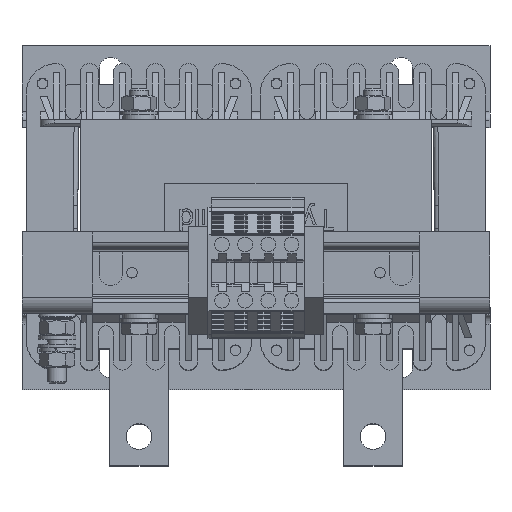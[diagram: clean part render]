
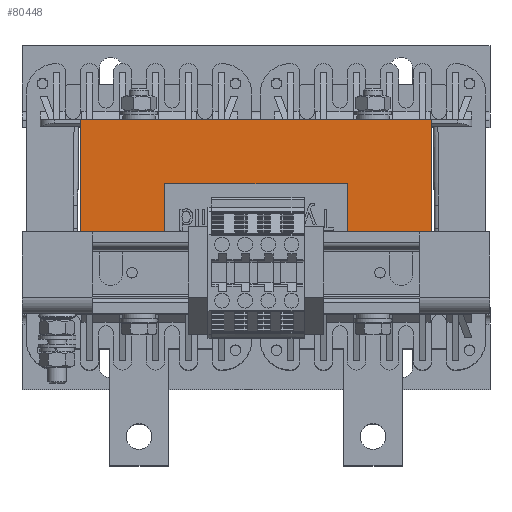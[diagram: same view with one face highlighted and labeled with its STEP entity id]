
A CAD part, top view. The second image highlights one B-rep face of the part: STEP entity #80448.
In plain terms, the highlighted planar face has unit normal (0, 0, 1).
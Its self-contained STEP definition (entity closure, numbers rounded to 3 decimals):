
#501=FACE_BOUND('',#9971,.T.);
#2209=PLANE('',#84672);
#5749=FACE_OUTER_BOUND('',#9970,.T.);
#9970=EDGE_LOOP('',(#53957,#53958,#53959,#53960));
#9971=EDGE_LOOP('',(#53961,#53962,#53963,#53964));
#16036=LINE('',#111088,#24550);
#16039=LINE('',#111094,#24553);
#16042=LINE('',#111100,#24556);
#16045=LINE('',#111104,#24559);
#16313=LINE('',#113117,#24827);
#16314=LINE('',#113119,#24828);
#16315=LINE('',#113121,#24829);
#16316=LINE('',#113122,#24830);
#24550=VECTOR('',#90623,10.);
#24553=VECTOR('',#90628,10.);
#24556=VECTOR('',#90633,10.);
#24559=VECTOR('',#90638,10.);
#24827=VECTOR('',#91148,10.);
#24828=VECTOR('',#91149,10.);
#24829=VECTOR('',#91150,10.);
#24830=VECTOR('',#91151,10.);
#33107=VERTEX_POINT('',#111085);
#33108=VERTEX_POINT('',#111087);
#33110=VERTEX_POINT('',#111093);
#33112=VERTEX_POINT('',#111099);
#33409=VERTEX_POINT('',#113115);
#33410=VERTEX_POINT('',#113116);
#33411=VERTEX_POINT('',#113118);
#33412=VERTEX_POINT('',#113120);
#41011=EDGE_CURVE('',#33107,#33108,#16036,.T.);
#41014=EDGE_CURVE('',#33108,#33110,#16039,.T.);
#41017=EDGE_CURVE('',#33110,#33112,#16042,.T.);
#41020=EDGE_CURVE('',#33112,#33107,#16045,.T.);
#41464=EDGE_CURVE('',#33409,#33410,#16313,.T.);
#41465=EDGE_CURVE('',#33410,#33411,#16314,.T.);
#41466=EDGE_CURVE('',#33411,#33412,#16315,.T.);
#41467=EDGE_CURVE('',#33409,#33412,#16316,.T.);
#53957=ORIENTED_EDGE('',*,*,#41464,.T.);
#53958=ORIENTED_EDGE('',*,*,#41465,.T.);
#53959=ORIENTED_EDGE('',*,*,#41466,.T.);
#53960=ORIENTED_EDGE('',*,*,#41467,.F.);
#53961=ORIENTED_EDGE('',*,*,#41020,.F.);
#53962=ORIENTED_EDGE('',*,*,#41017,.F.);
#53963=ORIENTED_EDGE('',*,*,#41014,.F.);
#53964=ORIENTED_EDGE('',*,*,#41011,.F.);
#80448=ADVANCED_FACE('',(#5749,#501),#2209,.T.);
#84672=AXIS2_PLACEMENT_3D('',#113114,#91146,#91147);
#90623=DIRECTION('',(-1.,0.,0.));
#90628=DIRECTION('',(0.,-1.,0.));
#90633=DIRECTION('',(1.,0.,0.));
#90638=DIRECTION('',(0.,1.,0.));
#91146=DIRECTION('center_axis',(0.,0.,
1.));
#91147=DIRECTION('ref_axis',(0.,-1.,0.));
#91148=DIRECTION('',(0.,1.,0.));
#91149=DIRECTION('',(-1.,0.,0.));
#91150=DIRECTION('',(0.,-1.,0.));
#91151=DIRECTION('',(-1.,0.,0.));
#111085=CARTESIAN_POINT('',(39.,14.,125.));
#111087=CARTESIAN_POINT('',(-39.,14.,125.));
#111088=CARTESIAN_POINT('',(39.,14.,125.));
#111093=CARTESIAN_POINT('',(-39.,-14.,125.));
#111094=CARTESIAN_POINT('',(-39.,14.,125.));
#111099=CARTESIAN_POINT('',(39.,-14.,125.));
#111100=CARTESIAN_POINT('',(-39.,-14.,125.));
#111104=CARTESIAN_POINT('',(39.,-14.,125.));
#113114=CARTESIAN_POINT('Origin',(-75.,40.,125.));
#113115=CARTESIAN_POINT('',(75.,-38.5,125.));
#113116=CARTESIAN_POINT('',(75.,41.5,125.));
#113117=CARTESIAN_POINT('',(75.,40.,125.));
#113118=CARTESIAN_POINT('',(-75.,41.5,125.));
#113119=CARTESIAN_POINT('',(-75.,41.5,125.));
#113120=CARTESIAN_POINT('',(-75.,-38.5,125.));
#113121=CARTESIAN_POINT('',(-75.,40.,125.));
#113122=CARTESIAN_POINT('',(-37.5,-38.5,125.));
